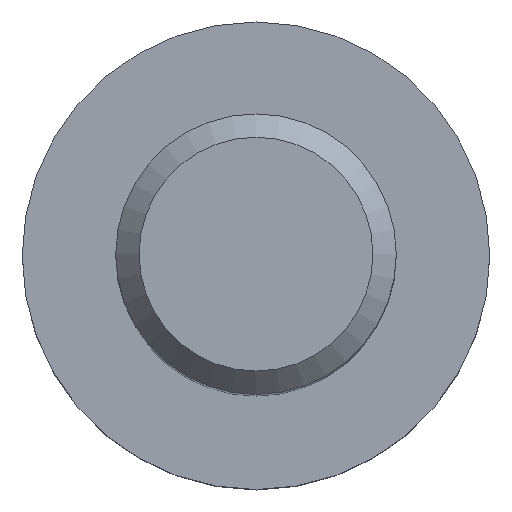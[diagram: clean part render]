
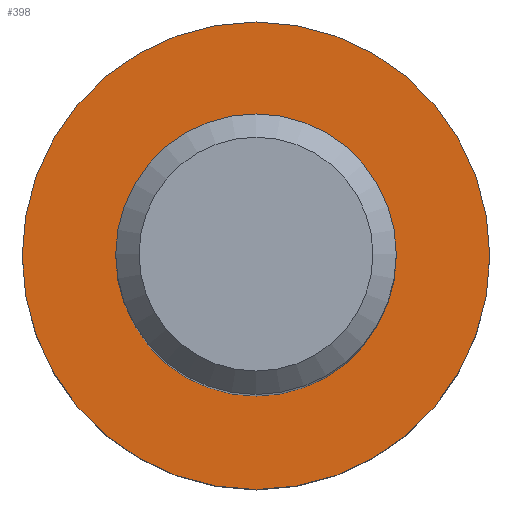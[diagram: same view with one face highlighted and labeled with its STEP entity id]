
A CAD part, top view. The second image highlights one B-rep face of the part: STEP entity #398.
In plain terms, the highlighted planar face has unit normal (0, 0, 1).
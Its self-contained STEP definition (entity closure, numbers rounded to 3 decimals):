
#276=CARTESIAN_POINT('',(1.5,0.,2.5));
#277=VERTEX_POINT('',#276);
#278=CARTESIAN_POINT('',(-1.5,0.,2.5));
#279=VERTEX_POINT('',#278);
#280=CARTESIAN_POINT('',(0.,0.,2.5));
#281=DIRECTION('',(1.,0.,0.));
#282=DIRECTION('',(0.,0.,1.));
#283=AXIS2_PLACEMENT_3D('',#280,#282,#281);
#284=CIRCLE('',#283,1.5);
#285=EDGE_CURVE('',#277,#279,#284,.T.);
#296=CARTESIAN_POINT('',(0.,0.,2.5));
#297=DIRECTION('',(-1.,0.,0.));
#298=DIRECTION('',(-0.,0.,1.));
#299=AXIS2_PLACEMENT_3D('',#296,#298,#297);
#300=CIRCLE('',#299,1.5);
#301=EDGE_CURVE('',#279,#277,#300,.T.);
#321=CARTESIAN_POINT('',(2.5,0.,2.5));
#322=VERTEX_POINT('',#321);
#323=CARTESIAN_POINT('',(-2.5,0.,2.5));
#324=VERTEX_POINT('',#323);
#325=CARTESIAN_POINT('',(0.,0.,2.5));
#326=DIRECTION('',(1.,0.,0.));
#327=DIRECTION('',(-0.,0.,-1.));
#328=AXIS2_PLACEMENT_3D('',#325,#327,#326);
#329=CIRCLE('',#328,2.5);
#330=EDGE_CURVE('',#322,#324,#329,.T.);
#357=CARTESIAN_POINT('',(0.,0.,2.5));
#358=DIRECTION('',(-1.,0.,0.));
#359=DIRECTION('',(0.,0.,-1.));
#360=AXIS2_PLACEMENT_3D('',#357,#359,#358);
#361=CIRCLE('',#360,2.5);
#362=EDGE_CURVE('',#324,#322,#361,.T.);
#385=CARTESIAN_POINT('',(0.,0.,2.5));
#386=DIRECTION('',(1.,0.,0.));
#387=DIRECTION('',(0.,0.,1.));
#388=AXIS2_PLACEMENT_3D('',#385,#387,#386);
#389=PLANE('',#388);
#390=ORIENTED_EDGE('',*,*,#362,.F.);
#391=ORIENTED_EDGE('',*,*,#330,.F.);
#392=EDGE_LOOP('',(#390,#391));
#393=FACE_OUTER_BOUND('',#392,.T.);
#394=ORIENTED_EDGE('',*,*,#301,.F.);
#395=ORIENTED_EDGE('',*,*,#285,.F.);
#396=EDGE_LOOP('',(#394,#395));
#397=FACE_BOUND('',#396,.T.);
#398=ADVANCED_FACE('F13',(#393,#397),#389,.T.);
